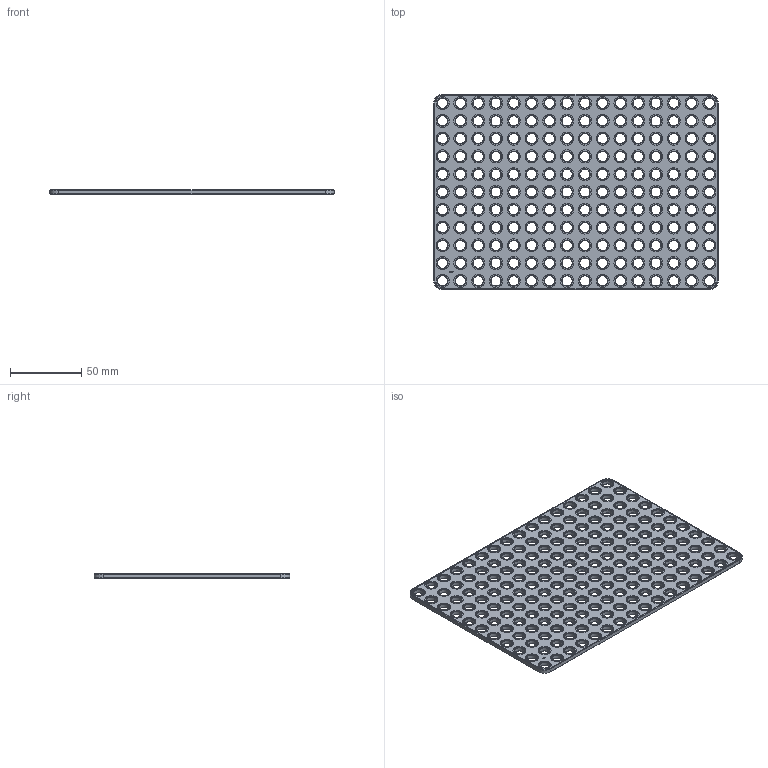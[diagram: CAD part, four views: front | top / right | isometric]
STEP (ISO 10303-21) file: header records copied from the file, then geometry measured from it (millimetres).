
FILE_DESCRIPTION(('FreeCAD Model'),'2;1');
FILE_NAME('Open CASCADE Shape Model','2024-10-08T19:19:32',(''),(''), 'Open CASCADE STEP processor 7.7','FreeCAD','Unknown');
FILE_SCHEMA(('AUTOMOTIVE_DESIGN { 1 0 10303 214 1 1 1 1 }'));
Length unit declared in the file: millimetre
Products named in the file (1): Plate RCT CRNR BU16x11x00.25 - SPN-PLT-0185 (stemfie.org)
Bounding box: 200 x 137.5 x 3.12 mm (x, y, z)
Volume: 61200.7 mm3; surface area: 55154.7 mm2
Topology: 1 solids, 1 shells, 1374 faces, 3121 edges, 1958 vertices
Faces by surface type: plane 504, cylinder 360, cone 360, extrusion 150
Full cylindrical faces by diameter (mm): 7 x176, 9.2 x176
Entity records: 39614 total; most frequent: CARTESIAN_POINT 7681, DIRECTION 6501, ORIENTED_EDGE 6242, EDGE_CURVE 3121, AXIS2_PLACEMENT_3D 2305, VERTEX_POINT 1958, FACE_BOUND 1935, EDGE_LOOP 1935
